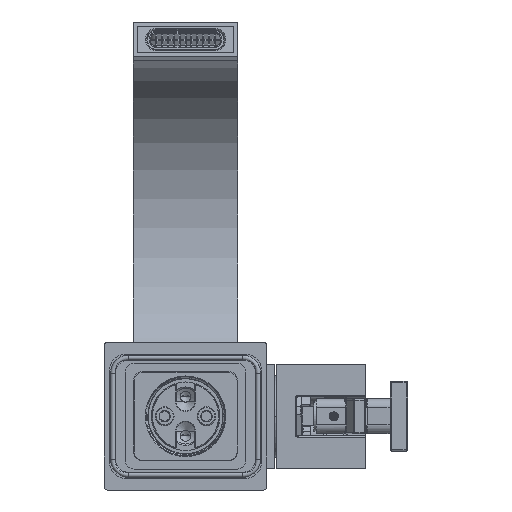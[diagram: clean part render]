
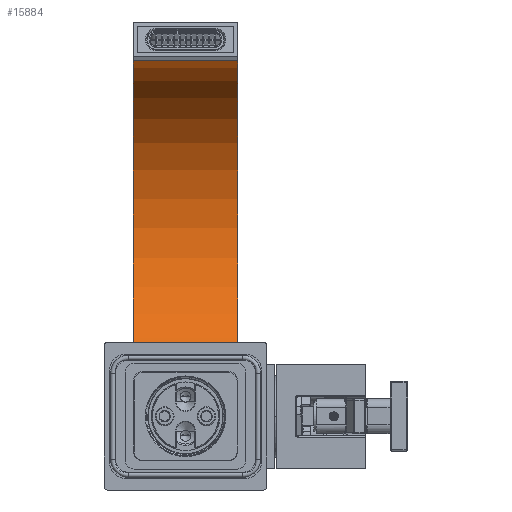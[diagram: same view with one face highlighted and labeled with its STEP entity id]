
A CAD part, front view. The second image highlights one B-rep face of the part: STEP entity #15884.
In plain terms, the highlighted cylindrical face has radius 62.144 mm (diameter 124.289 mm), a partial arc.
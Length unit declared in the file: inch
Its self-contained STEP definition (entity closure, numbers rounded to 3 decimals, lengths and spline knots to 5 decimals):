
#15252=CARTESIAN_POINT('',(0.75,4.08,2.69663));
#15253=DIRECTION('',(1.,0.,0.));
#15254=DIRECTION('',(0.,0.,-1.));
#15255=AXIS2_PLACEMENT_3D('',#15252,#15253,#15254);
#15346=DIRECTION('',(1.,0.,0.));
#15347=VECTOR('',#15346,1.5);
#15348=CARTESIAN_POINT('',(-0.75,4.49774,5.10733));
#15349=LINE('',#15348,#15347);
#15354=DIRECTION('',(1.,0.,0.));
#15355=VECTOR('',#15354,1.5);
#15356=CARTESIAN_POINT('',(-0.75,4.08,0.25));
#15357=LINE('',#15356,#15355);
#15358=CARTESIAN_POINT('',(-0.75,4.08,2.69663));
#15359=DIRECTION('',(1.,0.,0.));
#15360=DIRECTION('',(0.,0.,-1.));
#15361=AXIS2_PLACEMENT_3D('',#15358,#15359,#15360);
#15400=CARTESIAN_POINT('',(-0.75,4.08,0.25));
#15401=CARTESIAN_POINT('',(0.75,4.08,0.25));
#15402=VERTEX_POINT('',#15400);
#15403=VERTEX_POINT('',#15401);
#15432=CARTESIAN_POINT('',(-0.75,4.49774,5.10733));
#15433=VERTEX_POINT('',#15432);
#15434=CARTESIAN_POINT('',(0.75,4.49774,5.10733));
#15435=VERTEX_POINT('',#15434);
#15872=CARTESIAN_POINT('',(-1.,4.08,2.69663));
#15873=DIRECTION('',(1.,0.,0.));
#15874=DIRECTION('',(0.,0.,1.));
#15875=AXIS2_PLACEMENT_3D('',#15872,#15873,#15874);
#15876=CYLINDRICAL_SURFACE('',#15875,2.44663);
#15878=ORIENTED_EDGE('',*,*,#15877,.F.);
#15879=ORIENTED_EDGE('',*,*,#15851,.T.);
#15880=ORIENTED_EDGE('',*,*,#15864,.T.);
#15881=ORIENTED_EDGE('',*,*,#15694,.F.);
#15882=EDGE_LOOP('',(#15878,#15879,#15880,#15881));
#15883=FACE_OUTER_BOUND('',#15882,.F.);
#15884=ADVANCED_FACE('',(#15883),#15876,.F.);
#15256=CIRCLE('',#15255,2.44663);
#15362=CIRCLE('',#15361,2.44663);
#15694=EDGE_CURVE('',#15403,#15435,#15256,.T.);
#15851=EDGE_CURVE('',#15402,#15433,#15362,.T.);
#15864=EDGE_CURVE('',#15433,#15435,#15349,.T.);
#15877=EDGE_CURVE('',#15402,#15403,#15357,.T.);
